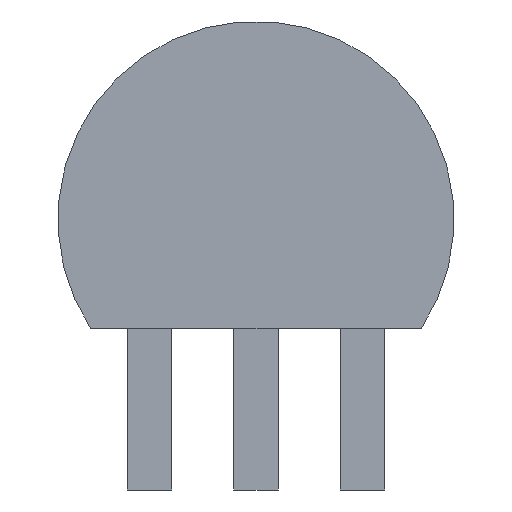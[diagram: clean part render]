
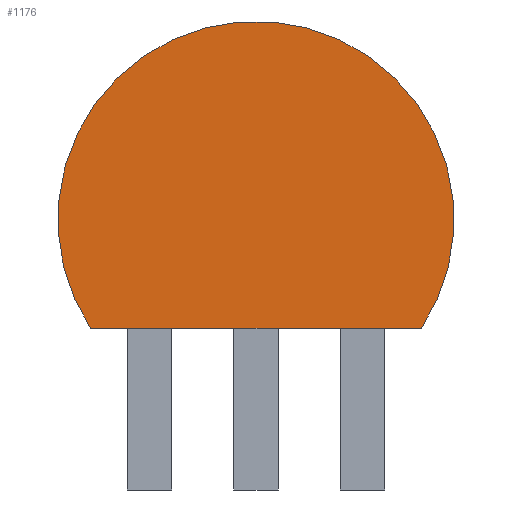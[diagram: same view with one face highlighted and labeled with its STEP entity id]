
A CAD part, front view. The second image highlights one B-rep face of the part: STEP entity #1176.
In plain terms, the highlighted planar face has unit normal (0, -1, 0).
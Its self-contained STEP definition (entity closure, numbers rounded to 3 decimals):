
#1109 = VERTEX_POINT('',#1110);
#1110 = CARTESIAN_POINT('',(-0.716,-10.929,-0.03));
#1116 = EDGE_CURVE('',#1109,#1117,#1119,.T.);
#1117 = VERTEX_POINT('',#1118);
#1118 = CARTESIAN_POINT('',(3.316,-10.929,-0.03));
#1119 = CIRCLE('',#1120,2.415);
#1120 = AXIS2_PLACEMENT_3D('',#1121,#1122,#1123);
#1121 = CARTESIAN_POINT('',(1.3,-10.929,1.3));
#1122 = DIRECTION('',(0.,1.,0.));
#1123 = DIRECTION('',(-1.,0.,0.));
#1149 = EDGE_CURVE('',#1117,#1109,#1150,.T.);
#1150 = LINE('',#1151,#1152);
#1151 = CARTESIAN_POINT('',(3.316,-10.929,-0.03));
#1152 = VECTOR('',#1153,1.);
#1153 = DIRECTION('',(-1.,0.,0.));
#1176 = ADVANCED_FACE('',(#1177),#1181,.F.);
#1177 = FACE_BOUND('',#1178,.F.);
#1178 = EDGE_LOOP('',(#1179,#1180));
#1179 = ORIENTED_EDGE('',*,*,#1116,.T.);
#1180 = ORIENTED_EDGE('',*,*,#1149,.T.);
#1181 = PLANE('',#1182);
#1182 = AXIS2_PLACEMENT_3D('',#1183,#1184,#1185);
#1183 = CARTESIAN_POINT('',(1.3,-10.929,1.445));
#1184 = DIRECTION('',(0.,1.,0.));
#1185 = DIRECTION('',(0.,0.,1.));
